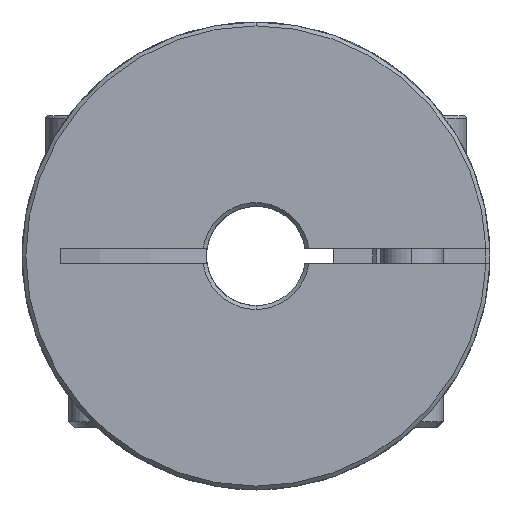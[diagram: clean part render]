
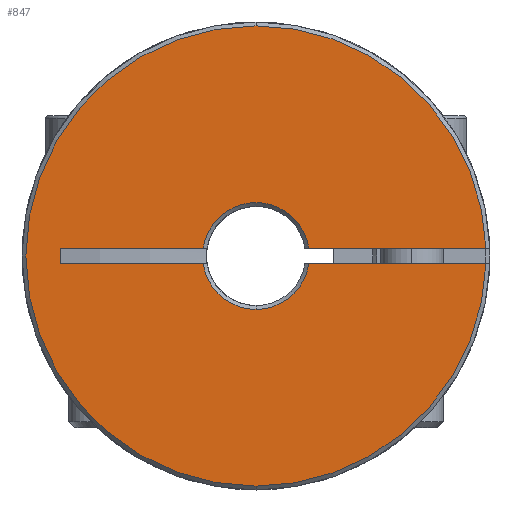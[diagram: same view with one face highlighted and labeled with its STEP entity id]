
A CAD part, front view. The second image highlights one B-rep face of the part: STEP entity #847.
In plain terms, the highlighted planar face has unit normal (0, -1, 0).
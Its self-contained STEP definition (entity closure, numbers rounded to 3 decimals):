
#52 = VERTEX_POINT ( 'NONE', #3180 ) ;
#216 = CARTESIAN_POINT ( 'NONE',  ( 0., 0., 0. ) ) ;
#629 = DIRECTION ( 'NONE',  ( 0., 1., 0. ) ) ;
#818 = DIRECTION ( 'NONE',  ( 0., -1., 0. ) ) ;
#847 = ADVANCED_FACE ( 'NONE', ( #2382 ), #8658, .F. ) ;
#891 = CARTESIAN_POINT ( 'NONE',  ( 0., 0., 0. ) ) ;
#1040 = VECTOR ( 'NONE', #10253, 1000. ) ;
#1102 = DIRECTION ( 'NONE',  ( 0., 0., 1. ) ) ;
#1294 = EDGE_CURVE ( 'NONE', #10303, #52, #3561, .T. ) ;
#1304 = LINE ( 'NONE', #5859, #1040 ) ;
#1382 = AXIS2_PLACEMENT_3D ( 'NONE', #891, #6966, #1761 ) ;
#1402 = VERTEX_POINT ( 'NONE', #8561 ) ;
#1419 = EDGE_CURVE ( 'NONE', #10994, #5053, #11222, .T. ) ;
#1466 = ORIENTED_EDGE ( 'NONE', *, *, #5256, .T. ) ;
#1474 = CARTESIAN_POINT ( 'NONE',  ( -3.388, 0., 0.5 ) ) ;
#1576 = VERTEX_POINT ( 'NONE', #10870 ) ;
#1614 = DIRECTION ( 'NONE',  ( 1., 0., 0. ) ) ;
#1642 = DIRECTION ( 'NONE',  ( 1., 0., 0. ) ) ;
#1662 = ORIENTED_EDGE ( 'NONE', *, *, #1419, .F. ) ;
#1761 = DIRECTION ( 'NONE',  ( 0., 0., 1. ) ) ;
#1841 = ORIENTED_EDGE ( 'NONE', *, *, #2419, .T. ) ;
#1853 = CIRCLE ( 'NONE', #7018, 14.75 ) ;
#2038 = LINE ( 'NONE', #9490, #6398 ) ;
#2119 = AXIS2_PLACEMENT_3D ( 'NONE', #3412, #9542, #4280 ) ;
#2382 = FACE_OUTER_BOUND ( 'NONE', #6169, .T. ) ;
#2419 = EDGE_CURVE ( 'NONE', #4098, #10321, #2038, .T. ) ;
#2612 = ORIENTED_EDGE ( 'NONE', *, *, #3785, .T. ) ;
#2759 = AXIS2_PLACEMENT_3D ( 'NONE', #5851, #629, #6722 ) ;
#2789 = EDGE_CURVE ( 'NONE', #10994, #10015, #4862, .T. ) ;
#3180 = CARTESIAN_POINT ( 'NONE',  ( 0., 0., -3.425 ) ) ;
#3326 = CARTESIAN_POINT ( 'NONE',  ( 0., 0., -0.5 ) ) ;
#3412 = CARTESIAN_POINT ( 'NONE',  ( 0., 0., 0. ) ) ;
#3549 = CIRCLE ( 'NONE', #6898, 3.425 ) ;
#3561 = CIRCLE ( 'NONE', #10715, 3.425 ) ;
#3667 = CIRCLE ( 'NONE', #1382, 14.75 ) ;
#3754 = EDGE_CURVE ( 'NONE', #10321, #4864, #8821, .T. ) ;
#3785 = EDGE_CURVE ( 'NONE', #1576, #1402, #1853, .T. ) ;
#3882 = CARTESIAN_POINT ( 'NONE',  ( 14.742, 0., 0.5 ) ) ;
#4098 = VERTEX_POINT ( 'NONE', #8129 ) ;
#4224 = DIRECTION ( 'NONE',  ( 0., -1., 0. ) ) ;
#4280 = DIRECTION ( 'NONE',  ( 0., 0., 1. ) ) ;
#4782 = LINE ( 'NONE', #10900, #6837 ) ;
#4862 = LINE ( 'NONE', #5897, #7755 ) ;
#4864 = VERTEX_POINT ( 'NONE', #11132 ) ;
#4867 = CARTESIAN_POINT ( 'NONE',  ( 0., 0., 0. ) ) ;
#5036 = ORIENTED_EDGE ( 'NONE', *, *, #2789, .T. ) ;
#5053 = VERTEX_POINT ( 'NONE', #9687 ) ;
#5256 = EDGE_CURVE ( 'NONE', #10015, #6571, #4782, .T. ) ;
#5413 = EDGE_CURVE ( 'NONE', #10303, #1402, #1304, .T. ) ;
#5641 = DIRECTION ( 'NONE',  ( 1., 0., 0. ) ) ;
#5776 = DIRECTION ( 'NONE',  ( 0., 0., 1. ) ) ;
#5844 = AXIS2_PLACEMENT_3D ( 'NONE', #9498, #4224, #10391 ) ;
#5851 = CARTESIAN_POINT ( 'NONE',  ( 0., 0., 0. ) ) ;
#5859 = CARTESIAN_POINT ( 'NONE',  ( 0., 0., -0.5 ) ) ;
#5897 = CARTESIAN_POINT ( 'NONE',  ( -12.533, 0., -0.5 ) ) ;
#5981 = ORIENTED_EDGE ( 'NONE', *, *, #5413, .F. ) ;
#6036 = CARTESIAN_POINT ( 'NONE',  ( 0., 0., 0. ) ) ;
#6169 = EDGE_LOOP ( 'NONE', ( #5981, #10529, #6915, #1662, #5036, #1466, #8261, #1841, #10441, #7971, #2612 ) ) ;
#6315 = DIRECTION ( 'NONE',  ( 0., 1., 0. ) ) ;
#6398 = VECTOR ( 'NONE', #1642, 1000. ) ;
#6470 = CARTESIAN_POINT ( 'NONE',  ( 3.388, 0., -0.5 ) ) ;
#6571 = VERTEX_POINT ( 'NONE', #1474 ) ;
#6577 = EDGE_CURVE ( 'NONE', #6571, #4098, #9351, .T. ) ;
#6722 = DIRECTION ( 'NONE',  ( 0., 0., 1. ) ) ;
#6837 = VECTOR ( 'NONE', #5641, 1000. ) ;
#6894 = DIRECTION ( 'NONE',  ( 0., 0., 1. ) ) ;
#6898 = AXIS2_PLACEMENT_3D ( 'NONE', #216, #6315, #1102 ) ;
#6915 = ORIENTED_EDGE ( 'NONE', *, *, #9102, .T. ) ;
#6966 = DIRECTION ( 'NONE',  ( 0., -1., 0. ) ) ;
#7012 = CARTESIAN_POINT ( 'NONE',  ( -12.533, 0., 0.5 ) ) ;
#7018 = AXIS2_PLACEMENT_3D ( 'NONE', #6036, #818, #6894 ) ;
#7755 = VECTOR ( 'NONE', #10334, 1000. ) ;
#7971 = ORIENTED_EDGE ( 'NONE', *, *, #9976, .T. ) ;
#8101 = CARTESIAN_POINT ( 'NONE',  ( -12.533, 0., -0.5 ) ) ;
#8129 = CARTESIAN_POINT ( 'NONE',  ( 3.388, 0., 0.5 ) ) ;
#8261 = ORIENTED_EDGE ( 'NONE', *, *, #6577, .T. ) ;
#8561 = CARTESIAN_POINT ( 'NONE',  ( 14.742, 0., -0.5 ) ) ;
#8658 = PLANE ( 'NONE',  #2119 ) ;
#8821 = CIRCLE ( 'NONE', #5844, 14.75 ) ;
#8902 = VECTOR ( 'NONE', #1614, 1000. ) ;
#9102 = EDGE_CURVE ( 'NONE', #52, #5053, #3549, .T. ) ;
#9351 = CIRCLE ( 'NONE', #2759, 3.425 ) ;
#9490 = CARTESIAN_POINT ( 'NONE',  ( 0., 0., 0.5 ) ) ;
#9498 = CARTESIAN_POINT ( 'NONE',  ( 0., 0., 0. ) ) ;
#9542 = DIRECTION ( 'NONE',  ( 0., 1., 0. ) ) ;
#9687 = CARTESIAN_POINT ( 'NONE',  ( -3.388, 0., -0.5 ) ) ;
#9976 = EDGE_CURVE ( 'NONE', #4864, #1576, #3667, .T. ) ;
#10015 = VERTEX_POINT ( 'NONE', #7012 ) ;
#10253 = DIRECTION ( 'NONE',  ( 1., 0., 0. ) ) ;
#10303 = VERTEX_POINT ( 'NONE', #6470 ) ;
#10321 = VERTEX_POINT ( 'NONE', #3882 ) ;
#10334 = DIRECTION ( 'NONE',  ( 0., 0., 1. ) ) ;
#10391 = DIRECTION ( 'NONE',  ( 0., 0., 1. ) ) ;
#10441 = ORIENTED_EDGE ( 'NONE', *, *, #3754, .T. ) ;
#10529 = ORIENTED_EDGE ( 'NONE', *, *, #1294, .T. ) ;
#10715 = AXIS2_PLACEMENT_3D ( 'NONE', #4867, #11027, #5776 ) ;
#10870 = CARTESIAN_POINT ( 'NONE',  ( 0., 0., -14.75 ) ) ;
#10900 = CARTESIAN_POINT ( 'NONE',  ( 0., 0., 0.5 ) ) ;
#10994 = VERTEX_POINT ( 'NONE', #8101 ) ;
#11027 = DIRECTION ( 'NONE',  ( 0., 1., 0. ) ) ;
#11132 = CARTESIAN_POINT ( 'NONE',  ( 0., 0., 14.75 ) ) ;
#11222 = LINE ( 'NONE', #3326, #8902 ) ;
